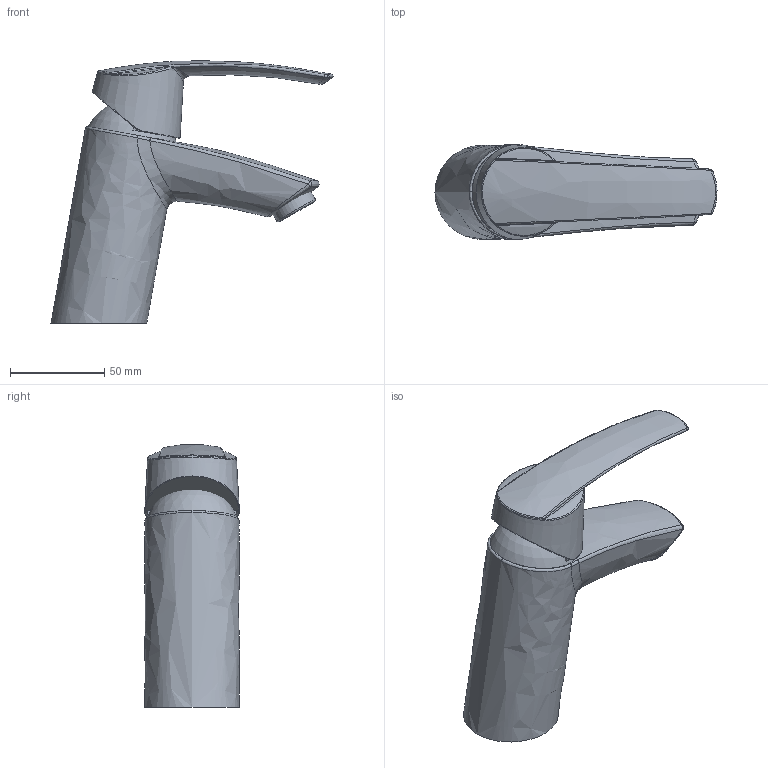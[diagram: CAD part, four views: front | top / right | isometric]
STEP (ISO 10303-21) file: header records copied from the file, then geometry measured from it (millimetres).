
FILE_DESCRIPTION(/* description */ ('Unknown'),/* implementation_level */ '2;1');
FILE_NAME(/* name */ '23550001',/* time_stamp */ '2022-09-10T05:20:20+02:00',/* author */ ('Unknown'),/* organization */ ('GROHE AG'),/* preprocessor_version */ 'ST-DEVELOPER v16.7',/* originating_system */ 'DEX',/* authorisation */ $);
FILE_SCHEMA (('TECHNICAL_DATA_PACKAGING','AUTOMOTIVE_DESIGN {1 0 10303 214 3 1 1}'));
Length unit declared in the file: millimetre
Products named in the file (5): 23550001; 23550001_0; 130521_NES2011_WB35_Body50mm; 23550001_1
Assembly tree (4 placements, depth 2):
  23550001
    23550001
    23550001_0
    130521_NES2011_WB35_Body50mm
    23550001_1
Bounding box: 149.49 x 50.16 x 139.09 mm (x, y, z)
Volume: 317902 mm3; surface area: 64866.8 mm2
Topology: 4 solids, 7 shells, 162 faces, 383 edges, 236 vertices
Faces by surface type: bspline 67, plane 51, cylinder 27, cone 9, torus 5, sphere 3
Full cylindrical faces by diameter (mm): 4.917 x2, 6.647 x2, 13 x2, 14.5 x1, 20.1 x2, 20.9 x1, 21.1 x1, 22.4 x2, 23.6 x1, 24 x1, 43.1 x1, 45.8 x3
Entity records: 13391 total; most frequent: CARTESIAN_POINT 9436, ORIENTED_EDGE 656, DIRECTION 424, EDGE_CURVE 328, VERTEX_POINT 224, FACE_BOUND 210, EDGE_LOOP 209, B_SPLINE_CURVE_WITH_KNOTS 183
